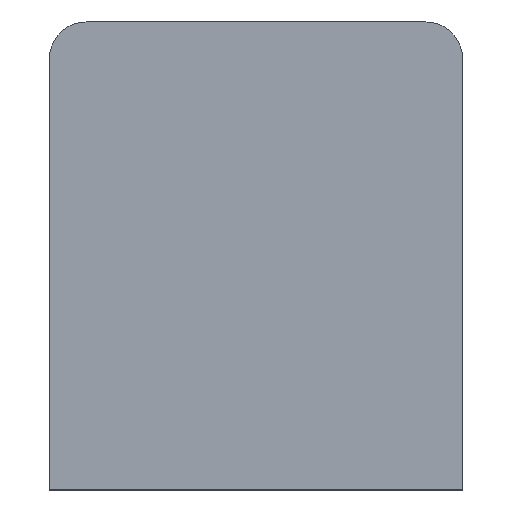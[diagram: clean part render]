
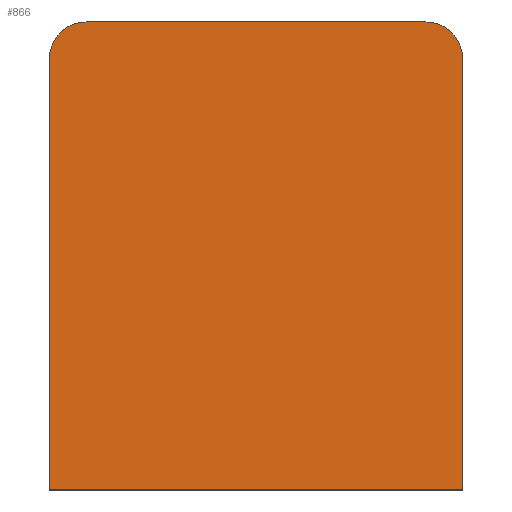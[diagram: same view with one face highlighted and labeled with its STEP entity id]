
A CAD part, top view. The second image highlights one B-rep face of the part: STEP entity #866.
In plain terms, the highlighted planar face has unit normal (0, 0, 1).
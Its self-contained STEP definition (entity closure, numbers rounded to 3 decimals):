
#61 = VECTOR ( 'NONE', #303, 1000. ) ;
#77 = ORIENTED_EDGE ( 'NONE', *, *, #1262, .T. ) ;
#105 = EDGE_CURVE ( 'NONE', #462, #333, #912, .T. ) ;
#144 = ORIENTED_EDGE ( 'NONE', *, *, #105, .T. ) ;
#161 = CARTESIAN_POINT ( 'NONE',  ( -56.5, 0., 0. ) ) ;
#196 = CARTESIAN_POINT ( 'NONE',  ( -56.5, 0., 0. ) ) ;
#205 = CARTESIAN_POINT ( 'NONE',  ( 56.5, 118., 0. ) ) ;
#207 = LINE ( 'NONE', #796, #802 ) ;
#228 = VECTOR ( 'NONE', #899, 1000. ) ;
#229 = FACE_OUTER_BOUND ( 'NONE', #357, .T. ) ;
#254 = ORIENTED_EDGE ( 'NONE', *, *, #1220, .T. ) ;
#295 = CARTESIAN_POINT ( 'NONE',  ( -46.5, 118., 0. ) ) ;
#302 = CARTESIAN_POINT ( 'NONE',  ( 46.5, 128., 0. ) ) ;
#303 = DIRECTION ( 'NONE',  ( -1., 0., 0. ) ) ;
#305 = DIRECTION ( 'NONE',  ( -1., 0., 0. ) ) ;
#317 = CARTESIAN_POINT ( 'NONE',  ( 0., 0., 0. ) ) ;
#323 = VERTEX_POINT ( 'NONE', #161 ) ;
#333 = VERTEX_POINT ( 'NONE', #463 ) ;
#357 = EDGE_LOOP ( 'NONE', ( #421, #144, #963, #254, #77, #1096 ) ) ;
#384 = CARTESIAN_POINT ( 'NONE',  ( -56.5, 128., 0. ) ) ;
#421 = ORIENTED_EDGE ( 'NONE', *, *, #1242, .T. ) ;
#422 = AXIS2_PLACEMENT_3D ( 'NONE', #708, #1232, #724 ) ;
#424 = PLANE ( 'NONE',  #738 ) ;
#445 = LINE ( 'NONE', #451, #622 ) ;
#451 = CARTESIAN_POINT ( 'NONE',  ( -56.5, 0., 0. ) ) ;
#462 = VERTEX_POINT ( 'NONE', #979 ) ;
#463 = CARTESIAN_POINT ( 'NONE',  ( -56.5, 118., 0. ) ) ;
#484 = EDGE_CURVE ( 'NONE', #333, #323, #445, .T. ) ;
#599 = LINE ( 'NONE', #196, #228 ) ;
#622 = VECTOR ( 'NONE', #945, 1000. ) ;
#697 = DIRECTION ( 'NONE',  ( 0., 1., 0. ) ) ;
#708 = CARTESIAN_POINT ( 'NONE',  ( 46.5, 118., 0. ) ) ;
#719 = CIRCLE ( 'NONE', #422, 10. ) ;
#724 = DIRECTION ( 'NONE',  ( -1., 0., 0. ) ) ;
#733 = DIRECTION ( 'NONE',  ( 0., 0., -1. ) ) ;
#738 = AXIS2_PLACEMENT_3D ( 'NONE', #317, #733, #1225 ) ;
#796 = CARTESIAN_POINT ( 'NONE',  ( 56.5, 0., 0. ) ) ;
#802 = VECTOR ( 'NONE', #697, 1000. ) ;
#853 = VERTEX_POINT ( 'NONE', #1000 ) ;
#859 = VERTEX_POINT ( 'NONE', #205 ) ;
#861 = VERTEX_POINT ( 'NONE', #302 ) ;
#865 = EDGE_CURVE ( 'NONE', #859, #861, #719, .T. ) ;
#866 = ADVANCED_FACE ( 'NONE', ( #229 ), #424, .F. ) ;
#873 = AXIS2_PLACEMENT_3D ( 'NONE', #295, #1005, #305 ) ;
#899 = DIRECTION ( 'NONE',  ( 1., 0., 0. ) ) ;
#912 = CIRCLE ( 'NONE', #873, 10. ) ;
#945 = DIRECTION ( 'NONE',  ( 0., -1., 0. ) ) ;
#963 = ORIENTED_EDGE ( 'NONE', *, *, #484, .T. ) ;
#979 = CARTESIAN_POINT ( 'NONE',  ( -46.5, 128., 0. ) ) ;
#1000 = CARTESIAN_POINT ( 'NONE',  ( 56.5, 0., 0. ) ) ;
#1005 = DIRECTION ( 'NONE',  ( 0., 0., 1. ) ) ;
#1096 = ORIENTED_EDGE ( 'NONE', *, *, #865, .T. ) ;
#1205 = LINE ( 'NONE', #384, #61 ) ;
#1220 = EDGE_CURVE ( 'NONE', #323, #853, #599, .T. ) ;
#1225 = DIRECTION ( 'NONE',  ( -1., 0., 0. ) ) ;
#1232 = DIRECTION ( 'NONE',  ( 0., 0., 1. ) ) ;
#1242 = EDGE_CURVE ( 'NONE', #861, #462, #1205, .T. ) ;
#1262 = EDGE_CURVE ( 'NONE', #853, #859, #207, .T. ) ;
